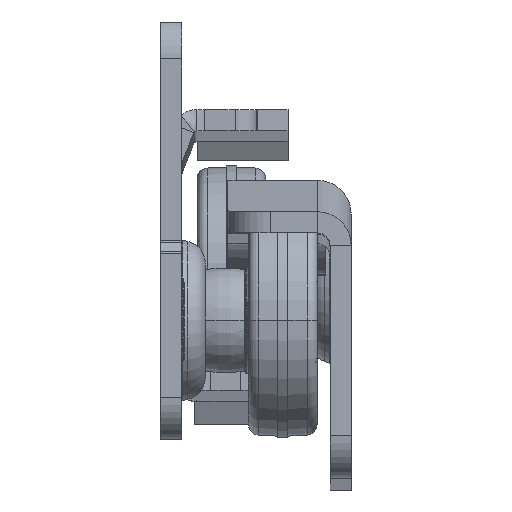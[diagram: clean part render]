
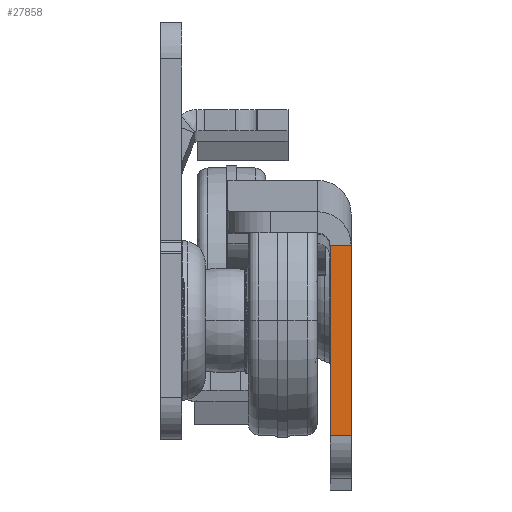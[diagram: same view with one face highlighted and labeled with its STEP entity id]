
A CAD part, top view. The second image highlights one B-rep face of the part: STEP entity #27858.
In plain terms, the highlighted planar face has unit normal (0, 0, 1).
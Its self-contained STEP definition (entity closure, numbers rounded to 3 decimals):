
#245 = CARTESIAN_POINT ( 'NONE',  ( -2., 10.226, 645.5 ) ) ;
#2637 = VERTEX_POINT ( 'NONE', #30612 ) ;
#5933 = CARTESIAN_POINT ( 'NONE',  ( -2., -11.75, 645.5 ) ) ;
#6140 = CARTESIAN_POINT ( 'NONE',  ( 0., -11.75, 645.5 ) ) ;
#8320 = ORIENTED_EDGE ( 'NONE', *, *, #52742, .T. ) ;
#9166 = DIRECTION ( 'NONE',  ( 0., -1., 0. ) ) ;
#9369 = LINE ( 'NONE', #30228, #47074 ) ;
#10677 = LINE ( 'NONE', #6140, #22817 ) ;
#12834 = CARTESIAN_POINT ( 'NONE',  ( -2., -7.75, 645.5 ) ) ;
#19627 = PLANE ( 'NONE',  #26468 ) ;
#22181 = VECTOR ( 'NONE', #50840, 1000. ) ;
#22817 = VECTOR ( 'NONE', #26959, 1000. ) ;
#23388 = FACE_OUTER_BOUND ( 'NONE', #26146, .T. ) ;
#25360 = ORIENTED_EDGE ( 'NONE', *, *, #37960, .F. ) ;
#26146 = EDGE_LOOP ( 'NONE', ( #51018, #48631, #8320, #25360 ) ) ;
#26186 = DIRECTION ( 'NONE',  ( 1., 0., 0. ) ) ;
#26468 = AXIS2_PLACEMENT_3D ( 'NONE', #27941, #27409, #51690 ) ;
#26529 = CARTESIAN_POINT ( 'NONE',  ( -2., 10.226, 645.5 ) ) ;
#26959 = DIRECTION ( 'NONE',  ( 0., -1., 0. ) ) ;
#27369 = EDGE_CURVE ( 'NONE', #28280, #29321, #42055, .T. ) ;
#27409 = DIRECTION ( 'NONE',  ( 0., 0., 1. ) ) ;
#27858 = ADVANCED_FACE ( 'NONE', ( #23388 ), #19627, .T. ) ;
#27941 = CARTESIAN_POINT ( 'NONE',  ( -2., -11.75, 645.5 ) ) ;
#28280 = VERTEX_POINT ( 'NONE', #245 ) ;
#29321 = VERTEX_POINT ( 'NONE', #49036 ) ;
#30228 = CARTESIAN_POINT ( 'NONE',  ( -2., -7.75, 645.5 ) ) ;
#30612 = CARTESIAN_POINT ( 'NONE',  ( 0., -7.75, 645.5 ) ) ;
#32679 = VERTEX_POINT ( 'NONE', #12834 ) ;
#34832 = LINE ( 'NONE', #5933, #49023 ) ;
#37960 = EDGE_CURVE ( 'NONE', #29321, #2637, #10677, .T. ) ;
#42055 = LINE ( 'NONE', #26529, #22181 ) ;
#47074 = VECTOR ( 'NONE', #26186, 1000. ) ;
#48061 = EDGE_CURVE ( 'NONE', #28280, #32679, #34832, .T. ) ;
#48631 = ORIENTED_EDGE ( 'NONE', *, *, #48061, .T. ) ;
#49023 = VECTOR ( 'NONE', #9166, 1000. ) ;
#49036 = CARTESIAN_POINT ( 'NONE',  ( 0., 10.226, 645.5 ) ) ;
#50840 = DIRECTION ( 'NONE',  ( 1., 0., 0. ) ) ;
#51018 = ORIENTED_EDGE ( 'NONE', *, *, #27369, .F. ) ;
#51690 = DIRECTION ( 'NONE',  ( 1., 0., 0. ) ) ;
#52742 = EDGE_CURVE ( 'NONE', #32679, #2637, #9369, .T. ) ;
